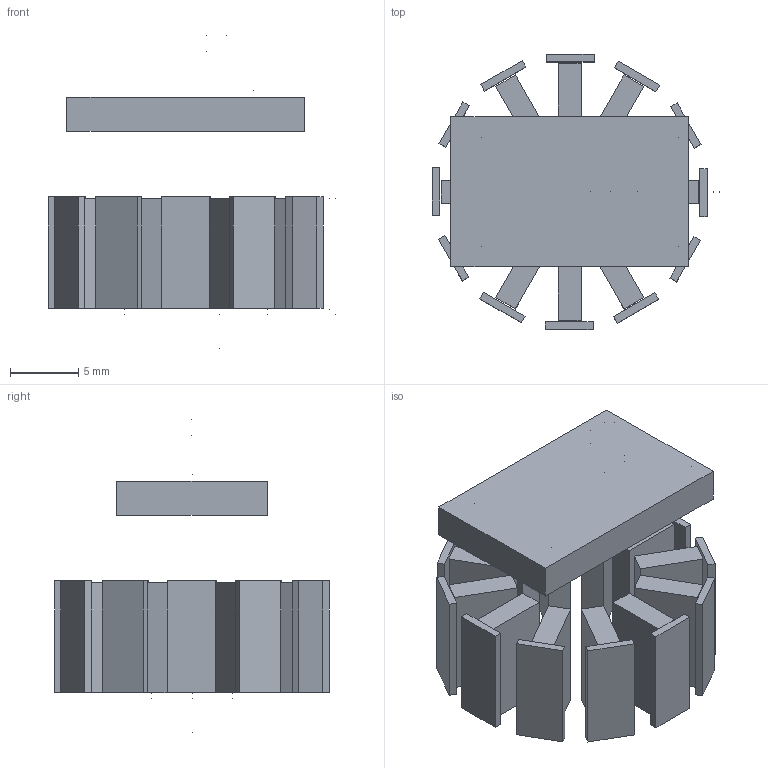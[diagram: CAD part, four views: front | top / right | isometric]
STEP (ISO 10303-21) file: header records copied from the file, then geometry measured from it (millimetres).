
FILE_DESCRIPTION(/* description */ (''),/* implementation_level */ '2;1');
FILE_NAME(/* name */ '未命名',/* time_stamp */ '2022-04-10T15:44:59+08:00',/* author */ (''),/* organization */ (''),/* preprocessor_version */ 'ST-DEVELOPER v16.5',/* originating_system */ 'Rhino 7.13',/* authorisation */ '');
FILE_SCHEMA (('AUTOMOTIVE_DESIGN_CC2'));
Length unit declared in the file: millimetre
Products named in the file (1): Document
Bounding box: 21.08 x 20.16 x 22.92 mm (x, y, z)
Volume: 2317.1 mm3; surface area: 5591.4 mm2
Topology: 30 solids, 31 shells, 178 faces, 386 edges, 280 vertices
Faces by surface type: plane 161, cylinder 14, bspline 3
Full cylindrical faces by diameter (mm): 1.5 x8, 3 x1, 5 x1, 6.004 x1, 10 x1, 21.03 x1, 22 x1
Entity records: 4511 total; most frequent: CARTESIAN_POINT 1631, ORIENTED_EDGE 698, EDGE_CURVE 353, B_SPLINE_CURVE_WITH_KNOTS 321, VERTEX_POINT 238, EDGE_LOOP 200, DIRECTION 185, AXIS2_PLACEMENT_3D 179
